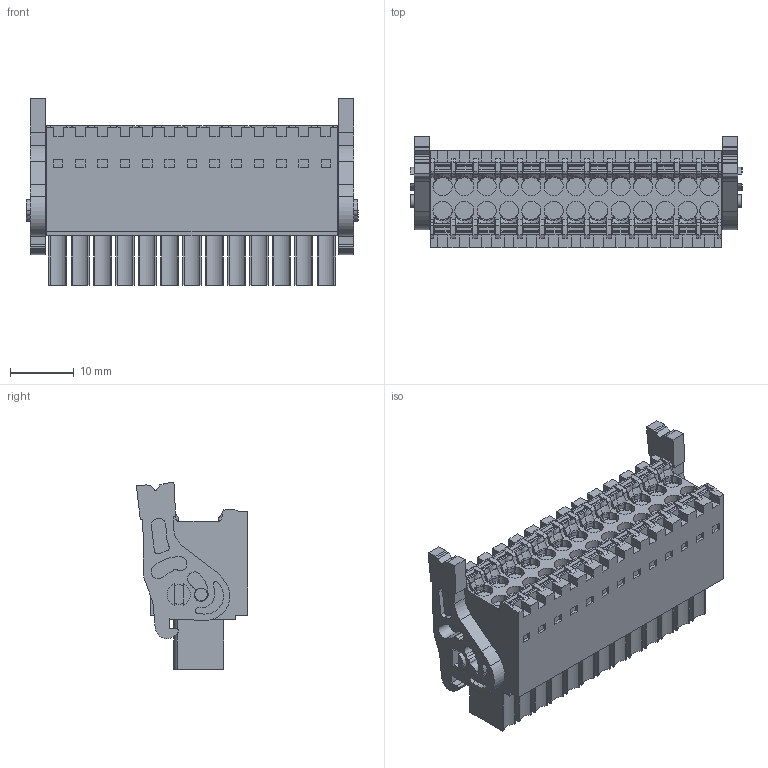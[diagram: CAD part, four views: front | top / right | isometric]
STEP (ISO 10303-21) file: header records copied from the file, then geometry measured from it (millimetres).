
FILE_DESCRIPTION(('CATIA V5 STEP','CAx-IF Rec.Pracs.--- Model Styling and Organization---1.4--- 2014-01-23'),'2;1');
FILE_NAME ('D1450498_1', '2023-08-22T06:48:51+00:00', ('none'), ('Weidmueller'), 'CATIA Version 5-6 Release 2016 SP3 HF44', 'CATIA V5 STEP AP214', 'none');
FILE_SCHEMA(('AUTOMOTIVE_DESIGN { 1 0 10303 214 1 1 1 1 }'));
Products named in the file (1): 1278150000
Bounding box: 52 x 17.45 x 29.28 mm (x, y, z)
Volume: 13371.4 mm3; surface area: 9329.1 mm2
Topology: 29 solids, 29 shells, 1919 faces, 5557 edges, 3773 vertices
Faces by surface type: plane 1207, cylinder 276, extrusion 177, torus 155, cone 52, bspline 52
Entity records: 66123 total; most frequent: CARTESIAN_POINT 20554, ORIENTED_EDGE 11114, DIRECTION 6505, EDGE_CURVE 5557, VECTOR 4042, LINE 3865, VERTEX_POINT 3773, EDGE_LOOP 2008
